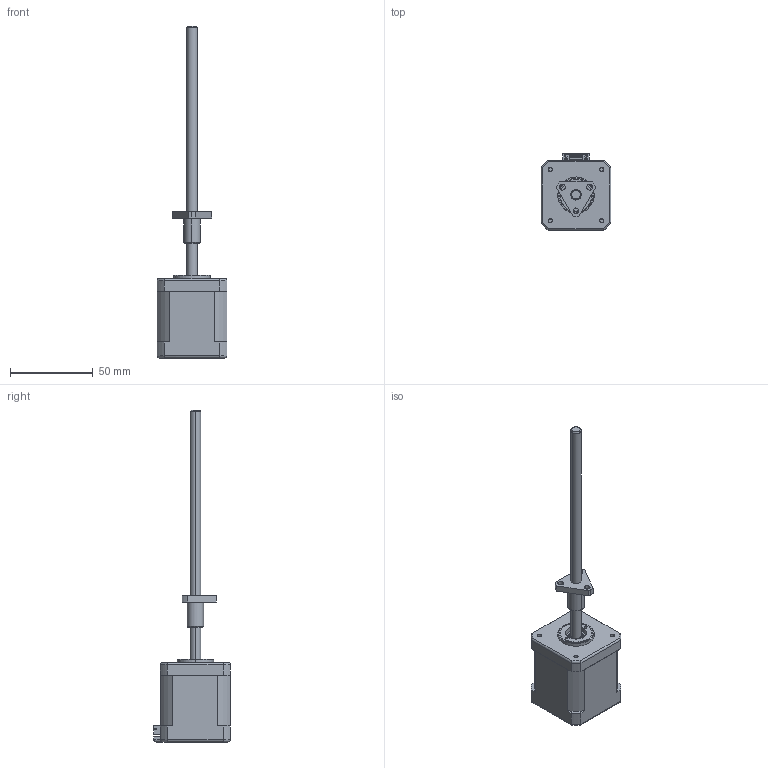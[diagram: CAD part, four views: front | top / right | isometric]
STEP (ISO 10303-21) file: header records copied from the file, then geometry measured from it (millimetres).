
FILE_DESCRIPTION (( 'STEP AP214' ), '1' );
FILE_NAME ('STP-LE17-3B06ANN.STEP', '2020-08-25T21:38:48', ( '' ), ( '' ), 'SwSTEP 2.0', 'SolidWorks 2017', '' );
FILE_SCHEMA (( 'AUTOMOTIVE_DESIGN' ));
Length unit declared in the file: millimetre
Products named in the file (3): STP-LE17-3B06ANN_2; STP-LE17-3B06ANN_1; STP-LE17-3B06ANN
Assembly tree (2 placements, depth 2):
  STP-LE17-3B06ANN
    STP-LE17-3B06ANN_1
    STP-LE17-3B06ANN_2
Bounding box: 42.2 x 46.2 x 200.2 mm (x, y, z)
Volume: 78096.7 mm3; surface area: 28352.5 mm2
Topology: 5 solids, 13 shells, 729 faces, 1870 edges, 1208 vertices
Faces by surface type: plane 364, cylinder 236, cone 75, bspline 54
Entity records: 36200 total; most frequent: CARTESIAN_POINT 18884, ORIENTED_EDGE 3740, DIRECTION 3367, EDGE_CURVE 1870, VERTEX_POINT 1208, AXIS2_PLACEMENT_3D 1156, VECTOR 1055, LINE 1055
